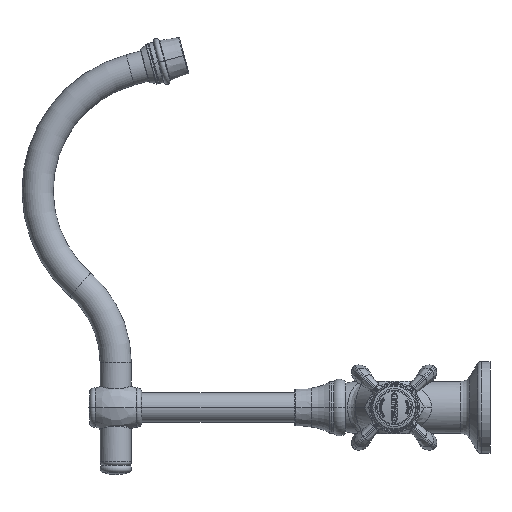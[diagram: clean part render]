
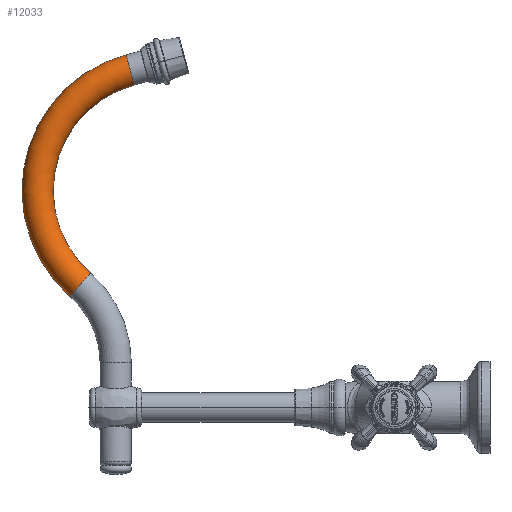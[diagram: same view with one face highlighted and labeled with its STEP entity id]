
A CAD part, left-side view. The second image highlights one B-rep face of the part: STEP entity #12033.
In plain terms, the highlighted toroidal (fillet/blend) face has major radius 76.2 mm and minor radius 9.525 mm.
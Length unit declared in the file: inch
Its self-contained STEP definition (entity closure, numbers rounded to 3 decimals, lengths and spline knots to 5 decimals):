
#11041=CARTESIAN_POINT('',(0.,7.85773,5.20635));
#11042=DIRECTION('',(1.,0.,0.));
#11043=DIRECTION('',(0.,0.659,-0.752));
#11044=AXIS2_PLACEMENT_3D('',#11041,#11042,#11043);
#11046=CARTESIAN_POINT('',(0.,9.835,2.95016));
#11047=DIRECTION('',(0.,0.752,0.659));
#11048=DIRECTION('',(0.,0.659,-0.752));
#11049=AXIS2_PLACEMENT_3D('',#11046,#11047,#11048);
#11051=CARTESIAN_POINT('',(0.,7.85773,5.20635));
#11052=DIRECTION('',(1.,0.,0.));
#11053=DIRECTION('',(0.,0.659,-0.752));
#11054=AXIS2_PLACEMENT_3D('',#11051,#11052,#11053);
#11304=CARTESIAN_POINT('',(0.,8.63419,8.10413));
#11305=DIRECTION('',(0.,-0.966,0.259));
#11306=DIRECTION('',(0.,0.259,0.966));
#11307=AXIS2_PLACEMENT_3D('',#11304,#11305,#11306);
#11592=CARTESIAN_POINT('',(0.,9.58785,3.23218));
#11593=CARTESIAN_POINT('',(0.,10.08216,2.66813));
#11594=VERTEX_POINT('',#11592);
#11595=VERTEX_POINT('',#11593);
#11596=CARTESIAN_POINT('',(0.,8.53713,7.7419));
#11597=CARTESIAN_POINT('',(0.,8.73125,8.46635));
#11598=VERTEX_POINT('',#11596);
#11599=VERTEX_POINT('',#11597);
#12021=CARTESIAN_POINT('',(0.,7.85773,5.20635));
#12022=DIRECTION('',(1.,0.,0.));
#12023=DIRECTION('',(0.,-0.659,0.752));
#12024=AXIS2_PLACEMENT_3D('',#12021,#12022,#12023);
#12025=TOROIDAL_SURFACE('',#12024,3.,0.375);
#12026=ORIENTED_EDGE('',*,*,#11986,.F.);
#12027=ORIENTED_EDGE('',*,*,#12016,.T.);
#12029=ORIENTED_EDGE('',*,*,#12028,.T.);
#12030=ORIENTED_EDGE('',*,*,#12012,.F.);
#12031=EDGE_LOOP('',(#12026,#12027,#12029,#12030));
#12032=FACE_OUTER_BOUND('',#12031,.F.);
#12033=ADVANCED_FACE('',(#12032),#12025,.T.);
#11045=CIRCLE('',#11044,2.625);
#11050=CIRCLE('',#11049,0.375);
#11055=CIRCLE('',#11054,3.375);
#11308=CIRCLE('',#11307,0.375);
#11986=EDGE_CURVE('',#11595,#11594,#11050,.T.);
#12012=EDGE_CURVE('',#11594,#11598,#11045,.T.);
#12016=EDGE_CURVE('',#11595,#11599,#11055,.T.);
#12028=EDGE_CURVE('',#11599,#11598,#11308,.T.);
